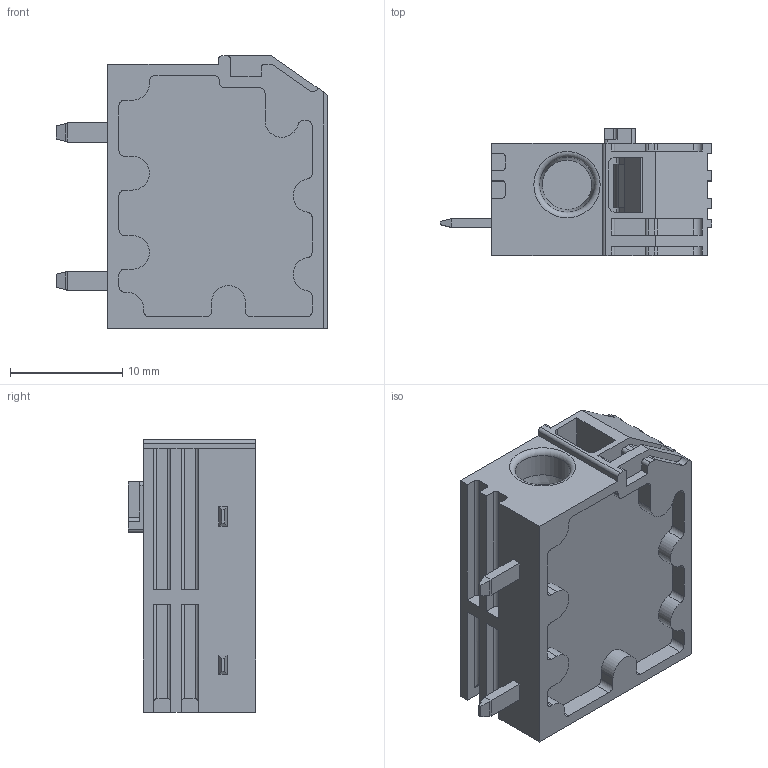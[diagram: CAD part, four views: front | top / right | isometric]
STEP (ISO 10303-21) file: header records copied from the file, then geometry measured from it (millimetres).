
FILE_DESCRIPTION(('STEP AP214'),'1');
FILE_NAME('MP601-7,5-H.stp','2024-09-03T14:09:52',(' '),(' '),'Spatial InterOp 3D',' ',' ');
FILE_SCHEMA(('AUTOMOTIVE_DESIGN { 1 0 10303 214 1 1 1 1 }'));
Length unit declared in the file: metre
Products named in the file (1): 1725392558
Bounding box: 24.2 x 11.35 x 24.25 mm (x, y, z)
Volume: 3711.8 mm3; surface area: 2420.2 mm2
Topology: 1 solids, 1 shells, 323 faces, 905 edges, 598 vertices
Faces by surface type: plane 205, cylinder 80, extrusion 36, cone 1, torus 1
Full cylindrical faces by diameter (mm): 4.4 x1, 4.9 x1
Entity records: 12967 total; most frequent: CARTESIAN_POINT 2053, ORIENTED_EDGE 1798, DIRECTION 1594, EDGE_CURVE 899, VECTOR 700, LINE 664, VERTEX_POINT 596, AXIS2_PLACEMENT_3D 447
